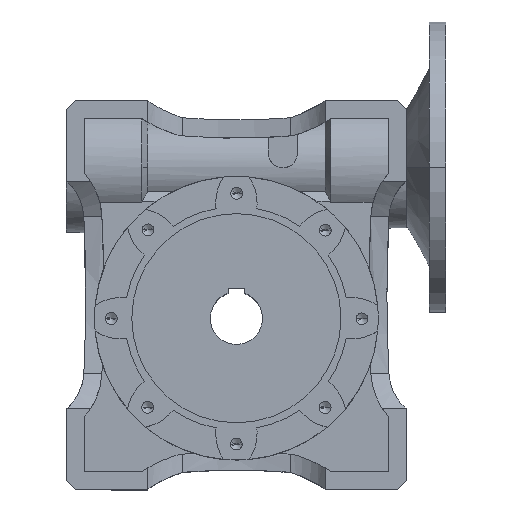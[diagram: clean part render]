
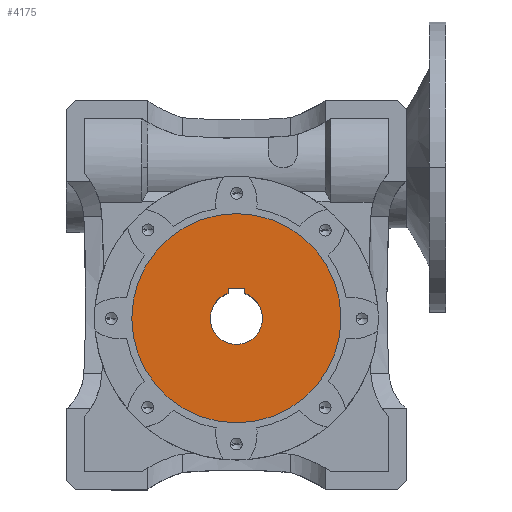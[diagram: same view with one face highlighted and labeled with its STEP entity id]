
A CAD part, top view. The second image highlights one B-rep face of the part: STEP entity #4175.
In plain terms, the highlighted face is planar.
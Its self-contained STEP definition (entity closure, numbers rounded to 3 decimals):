
#31 = EDGE_CURVE ( 'NONE', #5858, #5863, #3619, .T. ) ;
#33 = EDGE_CURVE ( 'NONE', #5863, #5879, #3622, .T. ) ;
#172 = ORIENTED_EDGE ( 'NONE', *, *, #31, .T. ) ;
#174 = ORIENTED_EDGE ( 'NONE', *, *, #13610, .T. ) ;
#1343 = CIRCLE ( 'NONE', #6980, 90. ) ;
#2117 = CARTESIAN_POINT ( 'NONE',  ( 0., 0., -85. ) ) ;
#2118 = DIRECTION ( 'NONE',  ( 0., 0., 1. ) ) ;
#2119 = DIRECTION ( 'NONE',  ( 1., 0., 0. ) ) ;
#2203 = CARTESIAN_POINT ( 'NONE',  ( -7., 25.8, -85. ) ) ;
#2204 = DIRECTION ( 'NONE',  ( 0., -1., 0. ) ) ;
#2208 = CARTESIAN_POINT ( 'NONE',  ( 7., 25.8, -85. ) ) ;
#2209 = DIRECTION ( 'NONE',  ( 0., 1., 0. ) ) ;
#2210 = CARTESIAN_POINT ( 'NONE',  ( 0., 0., -85. ) ) ;
#2211 = DIRECTION ( 'NONE',  ( 0., 0., 1. ) ) ;
#2212 = DIRECTION ( 'NONE',  ( 1., 0., 0. ) ) ;
#2215 = CARTESIAN_POINT ( 'NONE',  ( 0., 0., -85. ) ) ;
#2216 = DIRECTION ( 'NONE',  ( 0., 0., 1. ) ) ;
#2217 = DIRECTION ( 'NONE',  ( 1., 0., 0. ) ) ;
#2218 = CARTESIAN_POINT ( 'NONE',  ( -7., 25.8, -85. ) ) ;
#2219 = DIRECTION ( 'NONE',  ( -1., 0., 0. ) ) ;
#3005 = CARTESIAN_POINT ( 'NONE',  ( 7., 25.8, -85. ) ) ;
#3013 = CARTESIAN_POINT ( 'NONE',  ( -7., 21.383, -85. ) ) ;
#3022 = CARTESIAN_POINT ( 'NONE',  ( -7., 25.8, -85. ) ) ;
#3110 = CARTESIAN_POINT ( 'NONE',  ( 90., 0., -85. ) ) ;
#3619 = CIRCLE ( 'NONE', #6245, 22.5 ) ;
#3622 = CIRCLE ( 'NONE', #6246, 22.5 ) ;
#4175 = ADVANCED_FACE ( 'NONE', ( #5385, #5387 ), #14218, .F. ) ;
#5141 = ORIENTED_EDGE ( 'NONE', *, *, #13611, .T. ) ;
#5385 = FACE_BOUND ( 'NONE', #8939, .T. ) ;
#5387 = FACE_OUTER_BOUND ( 'NONE', #12590, .T. ) ;
#5858 = VERTEX_POINT ( 'NONE', #9941 ) ;
#5863 = VERTEX_POINT ( 'NONE', #9946 ) ;
#5879 = VERTEX_POINT ( 'NONE', #9962 ) ;
#5993 = VERTEX_POINT ( 'NONE', #10055 ) ;
#6245 = AXIS2_PLACEMENT_3D ( 'NONE', #13160, #13159, #13158 ) ;
#6246 = AXIS2_PLACEMENT_3D ( 'NONE', #13155, #13154, #13153 ) ;
#6609 = VERTEX_POINT ( 'NONE', #3005 ) ;
#6617 = VERTEX_POINT ( 'NONE', #3013 ) ;
#6629 = VERTEX_POINT ( 'NONE', #3022 ) ;
#6980 = AXIS2_PLACEMENT_3D ( 'NONE', #2117, #2118, #2119 ) ;
#7025 = AXIS2_PLACEMENT_3D ( 'NONE', #2210, #2211, #2212 ) ;
#7026 = AXIS2_PLACEMENT_3D ( 'NONE', #2215, #2216, #2217 ) ;
#7564 = VERTEX_POINT ( 'NONE', #3110 ) ;
#8541 = ORIENTED_EDGE ( 'NONE', *, *, #33, .T. ) ;
#8543 = ORIENTED_EDGE ( 'NONE', *, *, #13612, .T. ) ;
#8545 = ORIENTED_EDGE ( 'NONE', *, *, #13613, .T. ) ;
#8547 = ORIENTED_EDGE ( 'NONE', *, *, #10808, .F. ) ;
#8549 = ORIENTED_EDGE ( 'NONE', *, *, #13609, .F. ) ;
#8939 = EDGE_LOOP ( 'NONE', ( #174, #5141, #172, #8541, #8543, #8545 ) ) ;
#9941 = CARTESIAN_POINT ( 'NONE',  ( -22.5, 0., -85. ) ) ;
#9946 = CARTESIAN_POINT ( 'NONE',  ( 22.5, 0., -85. ) ) ;
#9962 = CARTESIAN_POINT ( 'NONE',  ( 7., 21.383, -85. ) ) ;
#10055 = CARTESIAN_POINT ( 'NONE',  ( -90., 0., -85. ) ) ;
#10808 = EDGE_CURVE ( 'NONE', #7564, #5993, #1343, .T. ) ;
#11835 = CIRCLE ( 'NONE', #7025, 90. ) ;
#11836 = LINE ( 'NONE', #2203, #11838 ) ;
#11837 = CIRCLE ( 'NONE', #7026, 22.5 ) ;
#11838 = VECTOR ( 'NONE', #2204, 1000. ) ;
#11839 = LINE ( 'NONE', #2208, #11841 ) ;
#11840 = LINE ( 'NONE', #2218, #11843 ) ;
#11841 = VECTOR ( 'NONE', #2209, 1000. ) ;
#11843 = VECTOR ( 'NONE', #2219, 1000. ) ;
#12590 = EDGE_LOOP ( 'NONE', ( #8547, #8549 ) ) ;
#13153 = DIRECTION ( 'NONE',  ( 1., 0., 0. ) ) ;
#13154 = DIRECTION ( 'NONE',  ( 0., 0., 1. ) ) ;
#13155 = CARTESIAN_POINT ( 'NONE',  ( 0., 0., -85. ) ) ;
#13158 = DIRECTION ( 'NONE',  ( 1., 0., 0. ) ) ;
#13159 = DIRECTION ( 'NONE',  ( 0., 0., 1. ) ) ;
#13160 = CARTESIAN_POINT ( 'NONE',  ( 0., 0., -85. ) ) ;
#13281 = AXIS2_PLACEMENT_3D ( 'NONE', #14216, #14213, #14220 ) ;
#13609 = EDGE_CURVE ( 'NONE', #5993, #7564, #11835, .T. ) ;
#13610 = EDGE_CURVE ( 'NONE', #6629, #6617, #11836, .T. ) ;
#13611 = EDGE_CURVE ( 'NONE', #6617, #5858, #11837, .T. ) ;
#13612 = EDGE_CURVE ( 'NONE', #5879, #6609, #11839, .T. ) ;
#13613 = EDGE_CURVE ( 'NONE', #6609, #6629, #11840, .T. ) ;
#14213 = DIRECTION ( 'NONE',  ( 0., 0., 1. ) ) ;
#14216 = CARTESIAN_POINT ( 'NONE',  ( 0., 90., -85. ) ) ;
#14218 = PLANE ( 'NONE',  #13281 ) ;
#14220 = DIRECTION ( 'NONE',  ( 1., 0., 0. ) ) ;
